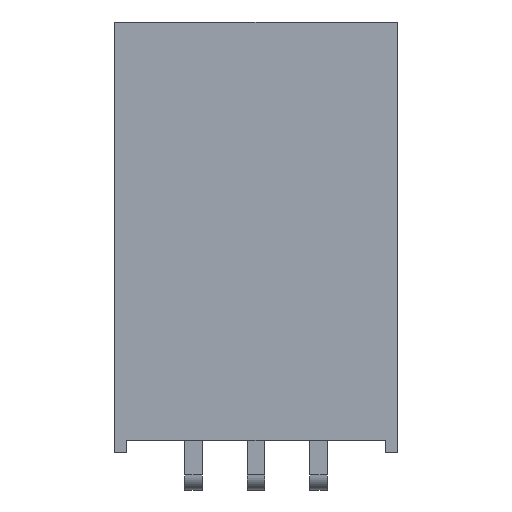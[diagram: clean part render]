
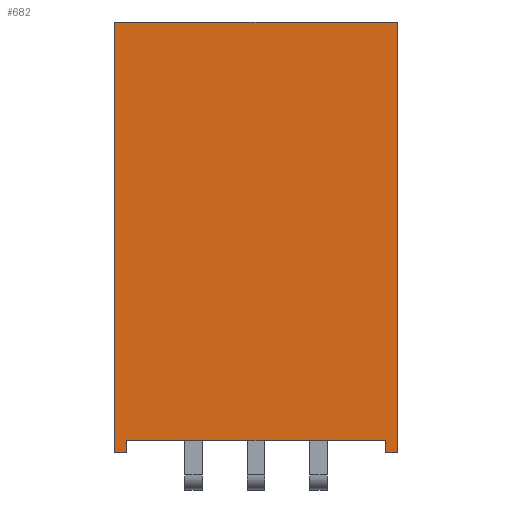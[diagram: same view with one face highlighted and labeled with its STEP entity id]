
A CAD part, top view. The second image highlights one B-rep face of the part: STEP entity #682.
In plain terms, the highlighted planar face has unit normal (0, 0, 1).
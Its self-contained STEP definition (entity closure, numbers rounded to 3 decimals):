
#48=FACE_OUTER_BOUND('',#88,.T.);
#88=EDGE_LOOP('',(#487,#488,#489,#490,#491,#492,#493,#494));
#121=LINE('',#986,#205);
#124=LINE('',#992,#208);
#127=LINE('',#998,#211);
#130=LINE('',#1004,#214);
#133=LINE('',#1010,#217);
#136=LINE('',#1016,#220);
#139=LINE('',#1022,#223);
#142=LINE('',#1026,#226);
#205=VECTOR('',#794,10.);
#208=VECTOR('',#799,10.);
#211=VECTOR('',#804,10.);
#214=VECTOR('',#809,10.);
#217=VECTOR('',#814,10.);
#220=VECTOR('',#819,10.);
#223=VECTOR('',#824,10.);
#226=VECTOR('',#829,10.);
#289=VERTEX_POINT('',#983);
#290=VERTEX_POINT('',#985);
#292=VERTEX_POINT('',#991);
#294=VERTEX_POINT('',#997);
#296=VERTEX_POINT('',#1003);
#298=VERTEX_POINT('',#1009);
#300=VERTEX_POINT('',#1015);
#302=VERTEX_POINT('',#1021);
#353=EDGE_CURVE('',#290,#289,#121,.T.);
#356=EDGE_CURVE('',#292,#290,#124,.T.);
#359=EDGE_CURVE('',#294,#292,#127,.T.);
#362=EDGE_CURVE('',#296,#294,#130,.T.);
#365=EDGE_CURVE('',#298,#296,#133,.T.);
#368=EDGE_CURVE('',#300,#298,#136,.T.);
#371=EDGE_CURVE('',#302,#300,#139,.T.);
#374=EDGE_CURVE('',#289,#302,#142,.T.);
#487=ORIENTED_EDGE('',*,*,#374,.T.);
#488=ORIENTED_EDGE('',*,*,#371,.T.);
#489=ORIENTED_EDGE('',*,*,#368,.T.);
#490=ORIENTED_EDGE('',*,*,#365,.T.);
#491=ORIENTED_EDGE('',*,*,#362,.T.);
#492=ORIENTED_EDGE('',*,*,#359,.T.);
#493=ORIENTED_EDGE('',*,*,#356,.T.);
#494=ORIENTED_EDGE('',*,*,#353,.T.);
#648=PLANE('',#745);
#682=ADVANCED_FACE('',(#48),#648,.T.);
#745=AXIS2_PLACEMENT_3D('',#1028,#832,#833);
#794=DIRECTION('',(0.,1.,0.));
#799=DIRECTION('',(1.,0.,0.));
#804=DIRECTION('',(0.,-1.,0.));
#809=DIRECTION('',(1.,0.,0.));
#814=DIRECTION('',(0.,1.,0.));
#819=DIRECTION('',(1.,0.,0.));
#824=DIRECTION('',(0.,-1.,0.));
#829=DIRECTION('',(-1.,0.,0.));
#832=DIRECTION('center_axis',(0.,0.,1.));
#833=DIRECTION('ref_axis',(1.,0.,0.));
#983=CARTESIAN_POINT('',(5.75,18.85,9.));
#985=CARTESIAN_POINT('',(5.75,1.35,9.));
#986=CARTESIAN_POINT('',(5.75,18.85,9.));
#991=CARTESIAN_POINT('',(5.25,1.35,9.));
#992=CARTESIAN_POINT('',(5.75,1.35,9.));
#997=CARTESIAN_POINT('',(5.25,1.85,9.));
#998=CARTESIAN_POINT('',(5.25,1.35,9.));
#1003=CARTESIAN_POINT('',(-5.25,1.85,9.));
#1004=CARTESIAN_POINT('',(5.25,1.85,9.));
#1009=CARTESIAN_POINT('',(-5.25,1.35,9.));
#1010=CARTESIAN_POINT('',(-5.25,1.85,9.));
#1015=CARTESIAN_POINT('',(-5.75,1.35,9.));
#1016=CARTESIAN_POINT('',(-5.25,1.35,9.));
#1021=CARTESIAN_POINT('',(-5.75,18.85,9.));
#1022=CARTESIAN_POINT('',(-5.75,1.35,9.));
#1026=CARTESIAN_POINT('',(-5.75,18.85,9.));
#1028=CARTESIAN_POINT('Origin',(0.,10.045,9.));
